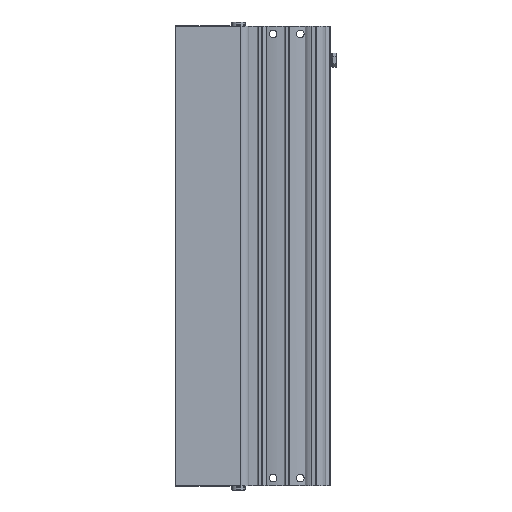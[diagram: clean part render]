
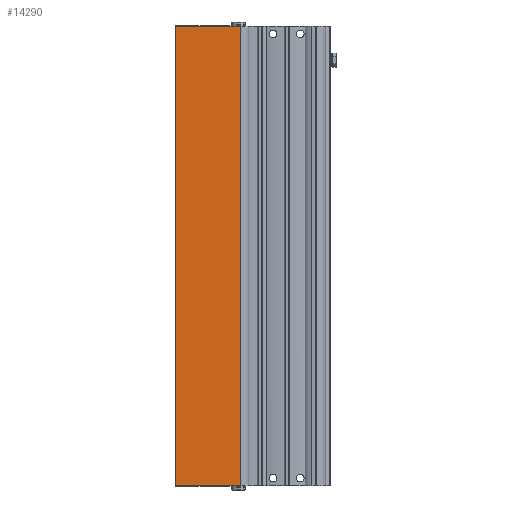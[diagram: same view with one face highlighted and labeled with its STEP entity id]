
A CAD part, front view. The second image highlights one B-rep face of the part: STEP entity #14290.
In plain terms, the highlighted planar face has unit normal (0, -1, 0).
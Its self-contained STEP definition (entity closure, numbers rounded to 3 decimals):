
#913=LINE('',#23029,#1712);
#973=LINE('',#23300,#1772);
#974=LINE('',#23302,#1773);
#975=LINE('',#23304,#1774);
#1712=VECTOR('',#18212,1000.);
#1772=VECTOR('',#18402,1000.);
#1773=VECTOR('',#18405,1000.);
#1774=VECTOR('',#18406,1000.);
#2944=ORIENTED_EDGE('',*,*,#6465,.T.);
#2945=ORIENTED_EDGE('',*,*,#6466,.F.);
#2946=ORIENTED_EDGE('',*,*,#6362,.F.);
#2947=ORIENTED_EDGE('',*,*,#6464,.T.);
#6362=EDGE_CURVE('',#8151,#8152,#913,.T.);
#6464=EDGE_CURVE('',#8151,#8221,#973,.T.);
#6465=EDGE_CURVE('',#8221,#8222,#974,.T.);
#6466=EDGE_CURVE('',#8152,#8222,#975,.T.);
#8151=VERTEX_POINT('',#23028);
#8152=VERTEX_POINT('',#23030);
#8221=VERTEX_POINT('',#23299);
#8222=VERTEX_POINT('',#23303);
#10400=EDGE_LOOP('',(#2944,#2945,#2946,#2947));
#12237=FACE_BOUND('',#10400,.T.);
#13839=PLANE('',#15913);
#14290=ADVANCED_FACE('',(#12237),#13839,.F.);
#15913=AXIS2_PLACEMENT_3D('',#23301,#18403,#18404);
#18212=DIRECTION('',(1.,0.,0.));
#18402=DIRECTION('',(0.,0.,-1.));
#18403=DIRECTION('',(0.,1.,0.));
#18404=DIRECTION('',(0.,0.,1.));
#18405=DIRECTION('',(1.,0.,0.));
#18406=DIRECTION('',(0.,0.,-1.));
#23028=CARTESIAN_POINT('',(52.8,-23.,271.));
#23029=CARTESIAN_POINT('',(52.8,-23.,271.));
#23030=CARTESIAN_POINT('',(91.5,-23.,271.));
#23299=CARTESIAN_POINT('',(52.8,-23.,0.));
#23300=CARTESIAN_POINT('',(52.8,-23.,271.));
#23301=CARTESIAN_POINT('',(52.8,-23.,271.));
#23302=CARTESIAN_POINT('',(52.8,-23.,0.));
#23303=CARTESIAN_POINT('',(91.5,-23.,0.));
#23304=CARTESIAN_POINT('',(91.5,-23.,271.));
